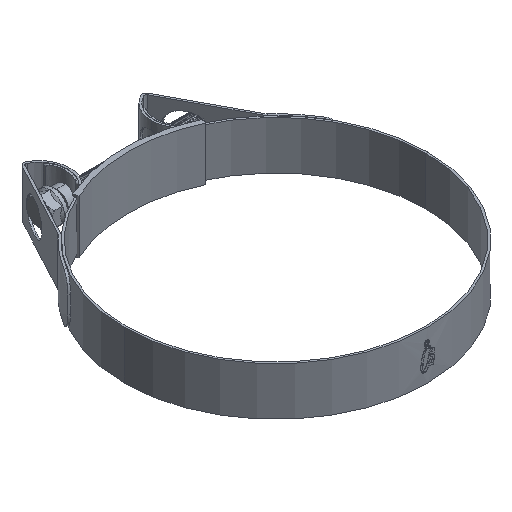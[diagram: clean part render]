
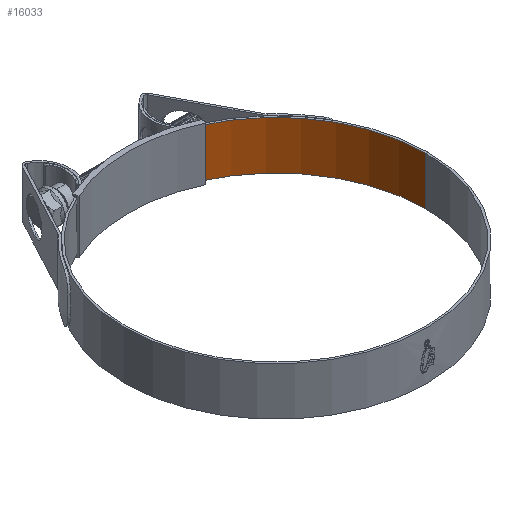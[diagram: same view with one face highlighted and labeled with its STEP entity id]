
A CAD part, isometric view. The second image highlights one B-rep face of the part: STEP entity #16033.
In plain terms, the highlighted cylindrical face has radius 87 mm (diameter 174 mm), a partial arc.
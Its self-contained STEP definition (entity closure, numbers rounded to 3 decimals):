
#1185 = DIRECTION ( 'NONE',  ( 0., 0., -1. ) ) ;
#1617 = ORIENTED_EDGE ( 'NONE', *, *, #29635, .T. ) ;
#1731 = CARTESIAN_POINT ( 'NONE',  ( 34.425, 79.899, 14. ) ) ;
#1911 = EDGE_LOOP ( 'NONE', ( #23830, #26547, #20505, #1617 ) ) ;
#2065 = EDGE_CURVE ( 'NONE', #22548, #9331, #29336, .T. ) ;
#3235 = AXIS2_PLACEMENT_3D ( 'NONE', #28442, #1185, #10340 ) ;
#3380 = VERTEX_POINT ( 'NONE', #37466 ) ;
#6105 = AXIS2_PLACEMENT_3D ( 'NONE', #10222, #10408, #30900 ) ;
#7291 = DIRECTION ( 'NONE',  ( 0., 0., -1. ) ) ;
#9331 = VERTEX_POINT ( 'NONE', #36257 ) ;
#10222 = CARTESIAN_POINT ( 'NONE',  ( 0., 0., 14. ) ) ;
#10340 = DIRECTION ( 'NONE',  ( -1., 0., 0. ) ) ;
#10408 = DIRECTION ( 'NONE',  ( 0., 0., -1. ) ) ;
#11282 = DIRECTION ( 'NONE',  ( -1., 0., 0. ) ) ;
#14655 = VECTOR ( 'NONE', #26480, 1000. ) ;
#14993 = CARTESIAN_POINT ( 'NONE',  ( 87., 0., -14. ) ) ;
#16033 = ADVANCED_FACE ( 'NONE', ( #37267 ), #34282, .F. ) ;
#20298 = CARTESIAN_POINT ( 'NONE',  ( 87., 0., 14. ) ) ;
#20505 = ORIENTED_EDGE ( 'NONE', *, *, #27165, .T. ) ;
#20550 = CIRCLE ( 'NONE', #34510, 87. ) ;
#20617 = EDGE_CURVE ( 'NONE', #9331, #25114, #32824, .T. ) ;
#22548 = VERTEX_POINT ( 'NONE', #1731 ) ;
#23830 = ORIENTED_EDGE ( 'NONE', *, *, #20617, .F. ) ;
#25067 = VECTOR ( 'NONE', #7291, 1000. ) ;
#25114 = VERTEX_POINT ( 'NONE', #14993 ) ;
#26169 = CARTESIAN_POINT ( 'NONE',  ( 0., 0., -14. ) ) ;
#26480 = DIRECTION ( 'NONE',  ( 0., 0., -1. ) ) ;
#26547 = ORIENTED_EDGE ( 'NONE', *, *, #2065, .F. ) ;
#27165 = EDGE_CURVE ( 'NONE', #22548, #3380, #38330, .T. ) ;
#28442 = CARTESIAN_POINT ( 'NONE',  ( 0., 0., 14. ) ) ;
#29336 = CIRCLE ( 'NONE', #3235, 87. ) ;
#29635 = EDGE_CURVE ( 'NONE', #3380, #25114, #20550, .T. ) ;
#30900 = DIRECTION ( 'NONE',  ( -1., 0., 0. ) ) ;
#31771 = CARTESIAN_POINT ( 'NONE',  ( 34.425, 79.899, 14. ) ) ;
#32824 = LINE ( 'NONE', #20298, #14655 ) ;
#34282 = CYLINDRICAL_SURFACE ( 'NONE', #6105, 87. ) ;
#34510 = AXIS2_PLACEMENT_3D ( 'NONE', #26169, #38293, #11282 ) ;
#36257 = CARTESIAN_POINT ( 'NONE',  ( 87., 0., 14. ) ) ;
#37267 = FACE_OUTER_BOUND ( 'NONE', #1911, .T. ) ;
#37466 = CARTESIAN_POINT ( 'NONE',  ( 34.425, 79.899, -14. ) ) ;
#38293 = DIRECTION ( 'NONE',  ( 0., 0., -1. ) ) ;
#38330 = LINE ( 'NONE', #31771, #25067 ) ;
